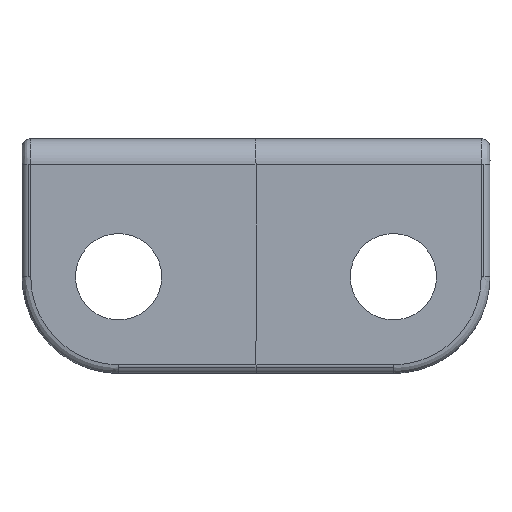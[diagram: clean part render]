
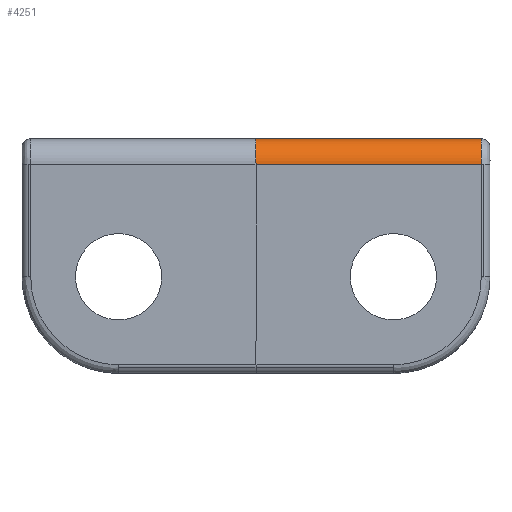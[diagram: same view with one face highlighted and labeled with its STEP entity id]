
A CAD part, left-side view. The second image highlights one B-rep face of the part: STEP entity #4251.
In plain terms, the highlighted free-form (B-spline) face has degree [3, 1] with [4, 2] control points.
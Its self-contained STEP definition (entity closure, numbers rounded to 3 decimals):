
#910=CARTESIAN_POINT('',(-27.311,-25.95,13.491));
#911=VERTEX_POINT('',#910);
#3876=CARTESIAN_POINT('',(-30.311,0.,10.491));
#3877=VERTEX_POINT('',#3876);
#4026=CARTESIAN_POINT('',(-30.311,-25.95,10.491));
#4027=VERTEX_POINT('',#4026);
#4071=CARTESIAN_POINT('',(-30.311,0.,10.491));
#4072=DIRECTION('',(0.0,-1.0,0.0));
#4073=VECTOR('',#4072,25.95);
#4074=LINE('',#4071,#4073);
#4075=EDGE_CURVE('',#3877,#4027,#4074,.T.);
#4217=CARTESIAN_POINT('',(-30.311,-25.95,10.491));
#4218=CARTESIAN_POINT('',(-30.356,-25.95,12.097));
#4219=CARTESIAN_POINT('',(-28.914,-25.95,13.533));
#4220=CARTESIAN_POINT('',(-27.311,-25.95,13.491));
#4221=CARTESIAN_POINT('',(-30.311,0.,10.491));
#4222=CARTESIAN_POINT('',(-30.356,0.,12.097));
#4223=CARTESIAN_POINT('',(-28.914,0.,13.533));
#4224=CARTESIAN_POINT('',(-27.311,0.,13.491));
#4225=QUASI_UNIFORM_SURFACE('',3,1,((#4217,#4221),(#4218,#4222),(#4219,#4223),(#4220,#4224)),.UNSPECIFIED.,.F.,.F.,.U.);
#4226=CARTESIAN_POINT('',(-30.311,-25.95,10.491));
#4227=CARTESIAN_POINT('',(-30.356,-25.95,12.097));
#4228=CARTESIAN_POINT('',(-28.914,-25.95,13.533));
#4229=CARTESIAN_POINT('',(-27.311,-25.95,13.491));
#4230=QUASI_UNIFORM_CURVE('',3,(#4226,#4227,#4228,#4229),.UNSPECIFIED.,.F.,.U.);
#4231=EDGE_CURVE('',#4027,#911,#4230,.T.);
#4232=ORIENTED_EDGE('',*,*,#4231,.T.);
#4233=CARTESIAN_POINT('',(-27.311,0.,13.491));
#4234=VERTEX_POINT('',#4233);
#4235=CARTESIAN_POINT('',(-27.311,-25.95,13.491));
#4236=DIRECTION('',(0.0,1.0,0.0));
#4237=VECTOR('',#4236,25.95);
#4238=LINE('',#4235,#4237);
#4239=EDGE_CURVE('',#911,#4234,#4238,.T.);
#4240=ORIENTED_EDGE('',*,*,#4239,.T.);
#4241=CARTESIAN_POINT('',(-27.311,0.,13.491));
#4242=CARTESIAN_POINT('',(-28.914,0.,13.533));
#4243=CARTESIAN_POINT('',(-30.356,0.,12.097));
#4244=CARTESIAN_POINT('',(-30.311,0.,10.491));
#4245=QUASI_UNIFORM_CURVE('',3,(#4241,#4242,#4243,#4244),.UNSPECIFIED.,.F.,.U.);
#4246=EDGE_CURVE('',#4234,#3877,#4245,.T.);
#4247=ORIENTED_EDGE('',*,*,#4246,.T.);
#4248=ORIENTED_EDGE('',*,*,#4075,.T.);
#4249=EDGE_LOOP('',(#4232,#4240,#4247,#4248));
#4250=FACE_OUTER_BOUND('',#4249,.T.);
#4251=ADVANCED_FACE('',(#4250),#4225,.T.);
